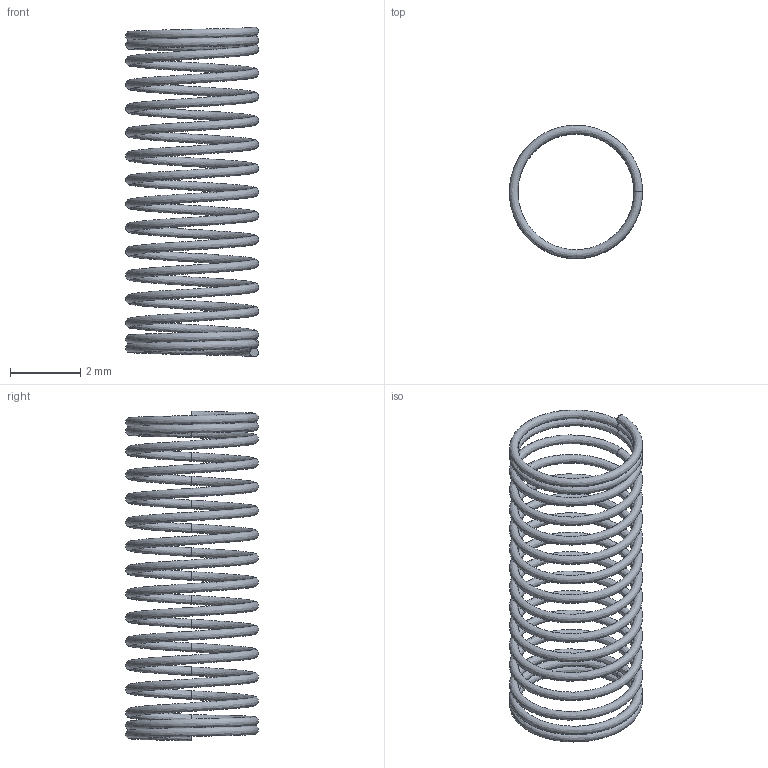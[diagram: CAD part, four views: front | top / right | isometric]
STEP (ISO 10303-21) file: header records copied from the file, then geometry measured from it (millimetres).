
FILE_DESCRIPTION(('FreeCAD Model'),'2;1');
FILE_NAME('Open CASCADE Shape Model','2023-06-26T20:00:42',(''),(''), 'Open CASCADE STEP processor 7.6','FreeCAD','Unknown');
FILE_SCHEMA(('AUTOMOTIVE_DESIGN { 1 0 10303 214 1 1 1 1 }'));
Length unit declared in the file: millimetre
Products named in the file (1): shrunken_spring
Bounding box: 3.8 x 3.8 x 9.4 mm (x, y, z)
Volume: 8.8 mm3; surface area: 140.3 mm2
Topology: 1 solids, 1 shells, 18 faces, 33 edges, 17 vertices
Faces by surface type: bspline 16, plane 2
Entity records: 5202 total; most frequent: CARTESIAN_POINT 4979, ORIENTED_EDGE 66, EDGE_CURVE 33, ADVANCED_FACE 18, FACE_BOUND 18, EDGE_LOOP 18, VERTEX_POINT 17, DIRECTION 14
